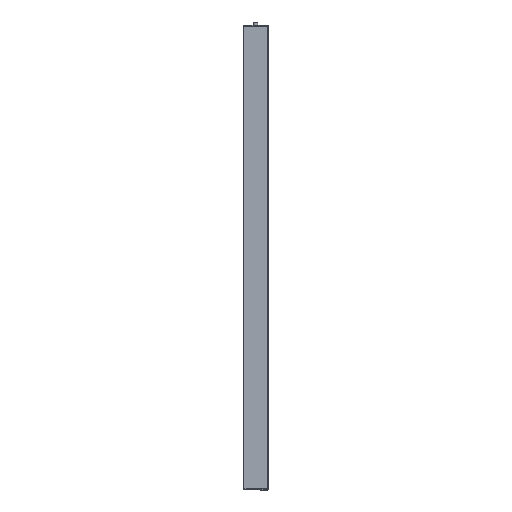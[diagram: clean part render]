
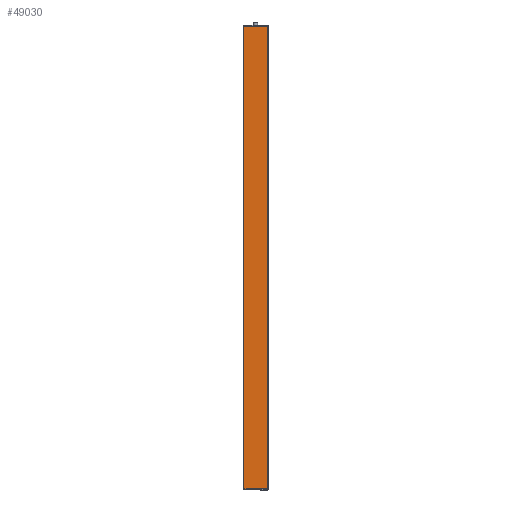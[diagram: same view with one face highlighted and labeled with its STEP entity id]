
A CAD part, left-side view. The second image highlights one B-rep face of the part: STEP entity #49030.
In plain terms, the highlighted planar face has unit normal (-1, 0.024, 0).
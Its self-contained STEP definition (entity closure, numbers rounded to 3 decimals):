
#993 = EDGE_LOOP ( 'NONE', ( #8048, #23571, #52806, #8736 ) ) ;
#1069 = CARTESIAN_POINT ( 'NONE',  ( -7.102, -0.281, 0. ) ) ;
#2320 = FACE_OUTER_BOUND ( 'NONE', #993, .T. ) ;
#2735 = LINE ( 'NONE', #35130, #51798 ) ;
#3135 = PLANE ( 'NONE',  #33067 ) ;
#6673 = CARTESIAN_POINT ( 'NONE',  ( -7.102, -0.281, 709. ) ) ;
#6886 = VECTOR ( 'NONE', #38312, 1000. ) ;
#8048 = ORIENTED_EDGE ( 'NONE', *, *, #21936, .T. ) ;
#8736 = ORIENTED_EDGE ( 'NONE', *, *, #52645, .T. ) ;
#9479 = EDGE_CURVE ( 'NONE', #37616, #27855, #10740, .T. ) ;
#10740 = LINE ( 'NONE', #19438, #44012 ) ;
#11620 = VERTEX_POINT ( 'NONE', #23732 ) ;
#13551 = CARTESIAN_POINT ( 'NONE',  ( -6.227, 36.312, 709. ) ) ;
#13849 = LINE ( 'NONE', #1069, #6886 ) ;
#14810 = DIRECTION ( 'NONE',  ( -0.024, -1., 0. ) ) ;
#15654 = DIRECTION ( 'NONE',  ( 0.024, 1., 0. ) ) ;
#17356 = LINE ( 'NONE', #13551, #26273 ) ;
#19438 = CARTESIAN_POINT ( 'NONE',  ( -7.102, -0.281, 709. ) ) ;
#21936 = EDGE_CURVE ( 'NONE', #29295, #11620, #13849, .T. ) ;
#23571 = ORIENTED_EDGE ( 'NONE', *, *, #43482, .F. ) ;
#23732 = CARTESIAN_POINT ( 'NONE',  ( -7.102, -0.281, 0. ) ) ;
#25240 = DIRECTION ( 'NONE',  ( 0., 0., -1. ) ) ;
#26273 = VECTOR ( 'NONE', #25240, 1000. ) ;
#27855 = VERTEX_POINT ( 'NONE', #53321 ) ;
#29295 = VERTEX_POINT ( 'NONE', #33086 ) ;
#31573 = DIRECTION ( 'NONE',  ( 0., 0., -1. ) ) ;
#33067 = AXIS2_PLACEMENT_3D ( 'NONE', #6673, #39315, #15654 ) ;
#33086 = CARTESIAN_POINT ( 'NONE',  ( -6.227, 36.312, 0. ) ) ;
#35130 = CARTESIAN_POINT ( 'NONE',  ( -7.102, -0.281, 709. ) ) ;
#37616 = VERTEX_POINT ( 'NONE', #52111 ) ;
#38312 = DIRECTION ( 'NONE',  ( -0.024, -1., 0. ) ) ;
#39315 = DIRECTION ( 'NONE',  ( 1., -0.024, 0. ) ) ;
#43482 = EDGE_CURVE ( 'NONE', #27855, #11620, #2735, .T. ) ;
#44012 = VECTOR ( 'NONE', #14810, 1000. ) ;
#49030 = ADVANCED_FACE ( 'NONE', ( #2320 ), #3135, .F. ) ;
#51798 = VECTOR ( 'NONE', #31573, 1000. ) ;
#52111 = CARTESIAN_POINT ( 'NONE',  ( -6.227, 36.312, 709. ) ) ;
#52645 = EDGE_CURVE ( 'NONE', #37616, #29295, #17356, .T. ) ;
#52806 = ORIENTED_EDGE ( 'NONE', *, *, #9479, .F. ) ;
#53321 = CARTESIAN_POINT ( 'NONE',  ( -7.102, -0.281, 709. ) ) ;
